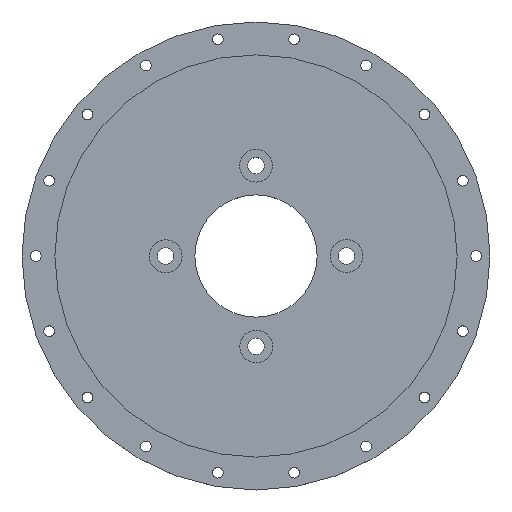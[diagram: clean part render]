
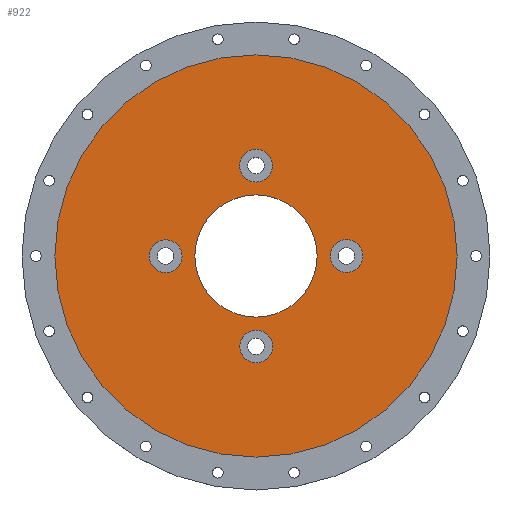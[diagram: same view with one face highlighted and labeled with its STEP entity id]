
A CAD part, top view. The second image highlights one B-rep face of the part: STEP entity #922.
In plain terms, the highlighted planar face has unit normal (0, 0, 1).
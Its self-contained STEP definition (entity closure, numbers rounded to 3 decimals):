
#3 = DIRECTION ( 'NONE',  ( 0., 0., -1. ) ) ;
#34 = CARTESIAN_POINT ( 'NONE',  ( -54.999, -0.155, 25. ) ) ;
#56 = ORIENTED_EDGE ( 'NONE', *, *, #2371, .T. ) ;
#58 = DIRECTION ( 'NONE',  ( 1., 0., 0. ) ) ;
#120 = AXIS2_PLACEMENT_3D ( 'NONE', #2467, #2031, #1432 ) ;
#233 = EDGE_CURVE ( 'NONE', #1503, #1210, #2046, .T. ) ;
#243 = EDGE_CURVE ( 'NONE', #881, #2360, #782, .T. ) ;
#257 = CARTESIAN_POINT ( 'NONE',  ( 0., 0., 25. ) ) ;
#284 = FACE_OUTER_BOUND ( 'NONE', #316, .T. ) ;
#291 = CIRCLE ( 'NONE', #2600, 10. ) ;
#316 = EDGE_LOOP ( 'NONE', ( #2519, #2732 ) ) ;
#358 = CARTESIAN_POINT ( 'NONE',  ( -9.844, -55.154, 25. ) ) ;
#378 = CIRCLE ( 'NONE', #2119, 10. ) ;
#390 = EDGE_LOOP ( 'NONE', ( #56, #1798 ) ) ;
#396 = EDGE_LOOP ( 'NONE', ( #2419, #1722 ) ) ;
#429 = ORIENTED_EDGE ( 'NONE', *, *, #2281, .T. ) ;
#435 = CARTESIAN_POINT ( 'NONE',  ( 37.25, 0., 25. ) ) ;
#454 = AXIS2_PLACEMENT_3D ( 'NONE', #257, #905, #1095 ) ;
#469 = CIRCLE ( 'NONE', #2525, 10. ) ;
#482 = AXIS2_PLACEMENT_3D ( 'NONE', #1072, #1281, #649 ) ;
#505 = DIRECTION ( 'NONE',  ( 1., 0., 0. ) ) ;
#523 = CARTESIAN_POINT ( 'NONE',  ( 45.155, 0.001, 25. ) ) ;
#559 = CARTESIAN_POINT ( 'NONE',  ( 10., 55., 25. ) ) ;
#584 = ORIENTED_EDGE ( 'NONE', *, *, #2743, .T. ) ;
#593 = DIRECTION ( 'NONE',  ( 0., 0., 1. ) ) ;
#638 = CARTESIAN_POINT ( 'NONE',  ( 0.156, -55.154, 25. ) ) ;
#649 = DIRECTION ( 'NONE',  ( 1., 0., 0. ) ) ;
#711 = CARTESIAN_POINT ( 'NONE',  ( 0., 0., 25. ) ) ;
#782 = CIRCLE ( 'NONE', #841, 37.25 ) ;
#792 = DIRECTION ( 'NONE',  ( 0., 0., -1. ) ) ;
#818 = CARTESIAN_POINT ( 'NONE',  ( 0., 0., 25. ) ) ;
#841 = AXIS2_PLACEMENT_3D ( 'NONE', #818, #593, #1471 ) ;
#881 = VERTEX_POINT ( 'NONE', #1991 ) ;
#905 = DIRECTION ( 'NONE',  ( 0., 0., -1. ) ) ;
#919 = VERTEX_POINT ( 'NONE', #2605 ) ;
#922 = ADVANCED_FACE ( 'NONE', ( #1579, #1745, #2717, #284, #2283, #2485 ), #2207, .T. ) ;
#924 = CARTESIAN_POINT ( 'NONE',  ( 0., 0., 25. ) ) ;
#945 = ORIENTED_EDGE ( 'NONE', *, *, #2673, .T. ) ;
#1029 = DIRECTION ( 'NONE',  ( 1., 0., 0. ) ) ;
#1034 = AXIS2_PLACEMENT_3D ( 'NONE', #2205, #2018, #505 ) ;
#1051 = CIRCLE ( 'NONE', #120, 10. ) ;
#1072 = CARTESIAN_POINT ( 'NONE',  ( 55.155, 0.001, 25. ) ) ;
#1094 = VERTEX_POINT ( 'NONE', #2466 ) ;
#1095 = DIRECTION ( 'NONE',  ( 1., 0., 0. ) ) ;
#1097 = EDGE_LOOP ( 'NONE', ( #429, #584 ) ) ;
#1149 = CARTESIAN_POINT ( 'NONE',  ( 0.156, -55.154, 25. ) ) ;
#1210 = VERTEX_POINT ( 'NONE', #2104 ) ;
#1281 = DIRECTION ( 'NONE',  ( 0., 0., -1. ) ) ;
#1363 = AXIS2_PLACEMENT_3D ( 'NONE', #711, #1394, #2233 ) ;
#1364 = CARTESIAN_POINT ( 'NONE',  ( 0., 55., 25. ) ) ;
#1394 = DIRECTION ( 'NONE',  ( 0., 0., 1. ) ) ;
#1407 = CIRCLE ( 'NONE', #2507, 10. ) ;
#1432 = DIRECTION ( 'NONE',  ( 1., 0., 0. ) ) ;
#1461 = ORIENTED_EDGE ( 'NONE', *, *, #2339, .T. ) ;
#1471 = DIRECTION ( 'NONE',  ( 1., 0., 0. ) ) ;
#1497 = EDGE_CURVE ( 'NONE', #2488, #2601, #1808, .T. ) ;
#1503 = VERTEX_POINT ( 'NONE', #2173 ) ;
#1538 = CIRCLE ( 'NONE', #1839, 10. ) ;
#1577 = CARTESIAN_POINT ( 'NONE',  ( -44.999, -0.155, 25. ) ) ;
#1579 = FACE_BOUND ( 'NONE', #390, .T. ) ;
#1617 = CARTESIAN_POINT ( 'NONE',  ( 0., 0., 25. ) ) ;
#1722 = ORIENTED_EDGE ( 'NONE', *, *, #2586, .F. ) ;
#1733 = EDGE_LOOP ( 'NONE', ( #945, #2540 ) ) ;
#1737 = CIRCLE ( 'NONE', #454, 122.5 ) ;
#1745 = FACE_BOUND ( 'NONE', #1733, .T. ) ;
#1761 = DIRECTION ( 'NONE',  ( 0., 0., -1. ) ) ;
#1798 = ORIENTED_EDGE ( 'NONE', *, *, #1936, .T. ) ;
#1808 = CIRCLE ( 'NONE', #1034, 10. ) ;
#1829 = EDGE_CURVE ( 'NONE', #2459, #2050, #1538, .T. ) ;
#1834 = DIRECTION ( 'NONE',  ( 0., 0., -1. ) ) ;
#1839 = AXIS2_PLACEMENT_3D ( 'NONE', #2746, #792, #1029 ) ;
#1916 = DIRECTION ( 'NONE',  ( 1., 0., 0. ) ) ;
#1936 = EDGE_CURVE ( 'NONE', #2129, #919, #469, .T. ) ;
#1991 = CARTESIAN_POINT ( 'NONE',  ( -37.25, 0., 25. ) ) ;
#2017 = DIRECTION ( 'NONE',  ( 1., 0., 0. ) ) ;
#2018 = DIRECTION ( 'NONE',  ( 0., 0., -1. ) ) ;
#2031 = DIRECTION ( 'NONE',  ( 0., 0., -1. ) ) ;
#2044 = DIRECTION ( 'NONE',  ( 0., 0., -1. ) ) ;
#2046 = CIRCLE ( 'NONE', #2410, 122.5 ) ;
#2050 = VERTEX_POINT ( 'NONE', #559 ) ;
#2072 = CIRCLE ( 'NONE', #482, 10. ) ;
#2104 = CARTESIAN_POINT ( 'NONE',  ( 122.5, 0., 25. ) ) ;
#2119 = AXIS2_PLACEMENT_3D ( 'NONE', #34, #2340, #1916 ) ;
#2129 = VERTEX_POINT ( 'NONE', #358 ) ;
#2173 = CARTESIAN_POINT ( 'NONE',  ( -122.5, 0., 25. ) ) ;
#2175 = CARTESIAN_POINT ( 'NONE',  ( 65.155, 0.001, 25. ) ) ;
#2205 = CARTESIAN_POINT ( 'NONE',  ( 55.155, 0.001, 25. ) ) ;
#2207 = PLANE ( 'NONE',  #2579 ) ;
#2233 = DIRECTION ( 'NONE',  ( 1., 0., 0. ) ) ;
#2268 = DIRECTION ( 'NONE',  ( 1., 0., 0. ) ) ;
#2277 = DIRECTION ( 'NONE',  ( 1., 0., 0. ) ) ;
#2281 = EDGE_CURVE ( 'NONE', #2666, #1094, #378, .T. ) ;
#2283 = FACE_BOUND ( 'NONE', #2320, .T. ) ;
#2320 = EDGE_LOOP ( 'NONE', ( #2577, #1461 ) ) ;
#2328 = CIRCLE ( 'NONE', #1363, 37.25 ) ;
#2339 = EDGE_CURVE ( 'NONE', #2601, #2488, #2072, .T. ) ;
#2340 = DIRECTION ( 'NONE',  ( 0., 0., -1. ) ) ;
#2360 = VERTEX_POINT ( 'NONE', #435 ) ;
#2371 = EDGE_CURVE ( 'NONE', #919, #2129, #1407, .T. ) ;
#2410 = AXIS2_PLACEMENT_3D ( 'NONE', #1617, #2044, #2268 ) ;
#2419 = ORIENTED_EDGE ( 'NONE', *, *, #243, .F. ) ;
#2459 = VERTEX_POINT ( 'NONE', #2599 ) ;
#2466 = CARTESIAN_POINT ( 'NONE',  ( -64.999, -0.155, 25. ) ) ;
#2467 = CARTESIAN_POINT ( 'NONE',  ( -54.999, -0.155, 25. ) ) ;
#2475 = EDGE_CURVE ( 'NONE', #1210, #1503, #1737, .T. ) ;
#2485 = FACE_BOUND ( 'NONE', #1097, .T. ) ;
#2488 = VERTEX_POINT ( 'NONE', #2175 ) ;
#2507 = AXIS2_PLACEMENT_3D ( 'NONE', #638, #3, #2570 ) ;
#2519 = ORIENTED_EDGE ( 'NONE', *, *, #2475, .F. ) ;
#2525 = AXIS2_PLACEMENT_3D ( 'NONE', #1149, #1761, #2017 ) ;
#2540 = ORIENTED_EDGE ( 'NONE', *, *, #1829, .T. ) ;
#2570 = DIRECTION ( 'NONE',  ( 1., 0., 0. ) ) ;
#2577 = ORIENTED_EDGE ( 'NONE', *, *, #1497, .T. ) ;
#2579 = AXIS2_PLACEMENT_3D ( 'NONE', #924, #2634, #58 ) ;
#2586 = EDGE_CURVE ( 'NONE', #2360, #881, #2328, .T. ) ;
#2599 = CARTESIAN_POINT ( 'NONE',  ( -10., 55., 25. ) ) ;
#2600 = AXIS2_PLACEMENT_3D ( 'NONE', #1364, #1834, #2277 ) ;
#2601 = VERTEX_POINT ( 'NONE', #523 ) ;
#2605 = CARTESIAN_POINT ( 'NONE',  ( 10.156, -55.154, 25. ) ) ;
#2634 = DIRECTION ( 'NONE',  ( 0., 0., 1. ) ) ;
#2666 = VERTEX_POINT ( 'NONE', #1577 ) ;
#2673 = EDGE_CURVE ( 'NONE', #2050, #2459, #291, .T. ) ;
#2717 = FACE_BOUND ( 'NONE', #396, .T. ) ;
#2732 = ORIENTED_EDGE ( 'NONE', *, *, #233, .F. ) ;
#2743 = EDGE_CURVE ( 'NONE', #1094, #2666, #1051, .T. ) ;
#2746 = CARTESIAN_POINT ( 'NONE',  ( 0., 55., 25. ) ) ;
